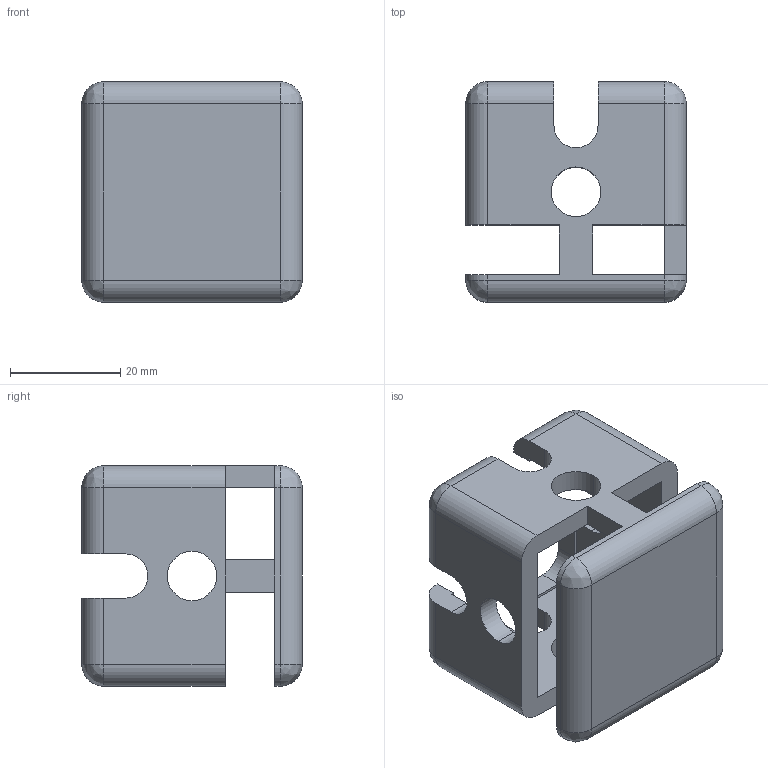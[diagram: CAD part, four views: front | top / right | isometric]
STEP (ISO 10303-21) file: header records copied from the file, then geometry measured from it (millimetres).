
FILE_DESCRIPTION (( 'STEP AP203' ), '1' );
FILE_NAME ('282311601_c_1.STEP', '2023-04-14T03:20:47', ( '' ), ( '' ), 'SwSTEP 2.0', 'SolidWorks 2014', '' );
FILE_SCHEMA (( 'CONFIG_CONTROL_DESIGN' ));
Length unit declared in the file: millimetre
Products named in the file (1): 282311601_c_1
Bounding box: 40 x 40 x 40 mm (x, y, z)
Volume: 18854 mm3; surface area: 11905.1 mm2
Topology: 1 solids, 1 shells, 90 faces, 260 edges, 160 vertices
Faces by surface type: plane 46, cylinder 36, bspline 8
Entity records: 3065 total; most frequent: CARTESIAN_POINT 623, ORIENTED_EDGE 504, DIRECTION 490, EDGE_CURVE 252, VECTOR 180, LINE 180, VERTEX_POINT 160, AXIS2_PLACEMENT_3D 155
